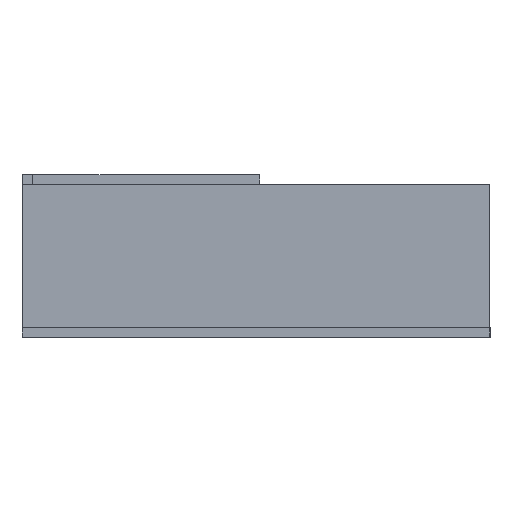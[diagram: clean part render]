
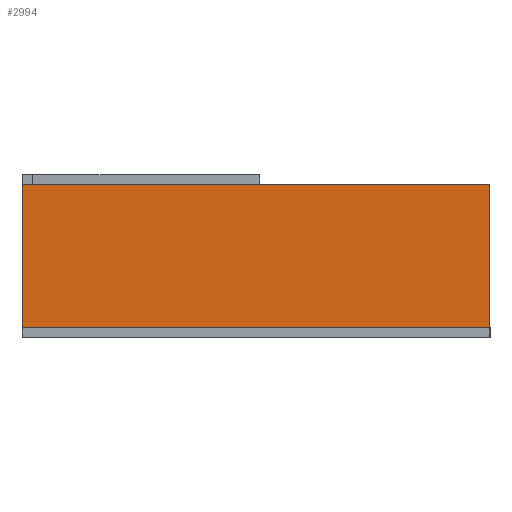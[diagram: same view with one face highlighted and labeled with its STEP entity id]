
A CAD part, left-side view. The second image highlights one B-rep face of the part: STEP entity #2994.
In plain terms, the highlighted planar face has unit normal (-1, 0, 0).
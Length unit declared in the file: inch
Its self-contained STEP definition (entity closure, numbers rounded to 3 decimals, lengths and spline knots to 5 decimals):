
#355=FACE_OUTER_BOUND('',#510,.T.);
#510=EDGE_LOOP('',(#2661,#2662,#2663,#2664));
#845=LINE('',#4928,#1216);
#846=LINE('',#4930,#1217);
#847=LINE('',#4932,#1218);
#848=LINE('',#4933,#1219);
#1216=VECTOR('',#4027,0.01);
#1217=VECTOR('',#4028,0.01);
#1218=VECTOR('',#4029,0.01);
#1219=VECTOR('',#4030,0.01);
#1512=VERTEX_POINT('',#4926);
#1513=VERTEX_POINT('',#4927);
#1514=VERTEX_POINT('',#4929);
#1515=VERTEX_POINT('',#4931);
#1899=EDGE_CURVE('',#1512,#1513,#845,.T.);
#1900=EDGE_CURVE('',#1513,#1514,#846,.T.);
#1901=EDGE_CURVE('',#1515,#1514,#847,.T.);
#1902=EDGE_CURVE('',#1512,#1515,#848,.T.);
#2661=ORIENTED_EDGE('',*,*,#1899,.T.);
#2662=ORIENTED_EDGE('',*,*,#1900,.T.);
#2663=ORIENTED_EDGE('',*,*,#1901,.F.);
#2664=ORIENTED_EDGE('',*,*,#1902,.F.);
#2843=PLANE('',#3287);
#2994=ADVANCED_FACE('',(#355),#2843,.T.);
#3287=AXIS2_PLACEMENT_3D('',#4925,#4025,#4026);
#4025=DIRECTION('center_axis',(-1.,0.,0.));
#4026=DIRECTION('ref_axis',(0.,-1.,0.));
#4027=DIRECTION('',(0.,-1.,0.));
#4028=DIRECTION('',(0.,0.,1.));
#4029=DIRECTION('',(0.,-1.,0.));
#4030=DIRECTION('',(0.,0.,1.));
#4925=CARTESIAN_POINT('Origin',(-0.003,0.152,0.));
#4926=CARTESIAN_POINT('',(-0.003,0.152,0.));
#4927=CARTESIAN_POINT('',(-0.003,-0.152,0.));
#4928=CARTESIAN_POINT('',(-0.003,0.152,0.));
#4929=CARTESIAN_POINT('',(-0.003,-0.152,0.093));
#4930=CARTESIAN_POINT('',(-0.003,-0.152,0.));
#4931=CARTESIAN_POINT('',(-0.003,0.152,0.093));
#4932=CARTESIAN_POINT('',(-0.003,0.152,0.093));
#4933=CARTESIAN_POINT('',(-0.003,0.152,0.));
